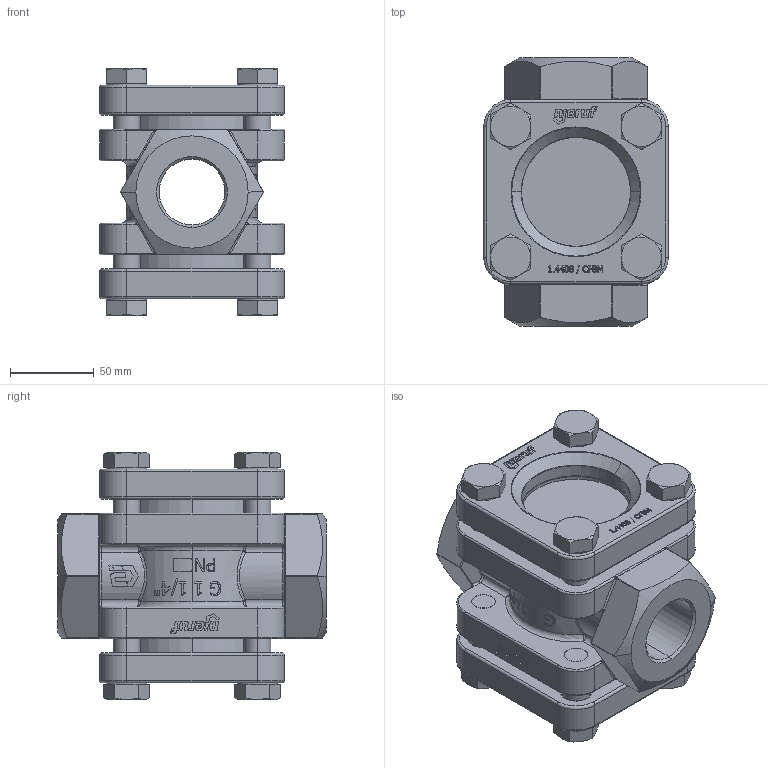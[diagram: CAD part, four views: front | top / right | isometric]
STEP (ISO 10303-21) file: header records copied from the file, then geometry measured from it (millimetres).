
FILE_DESCRIPTION (( 'STEP AP214' ), '1' );
FILE_NAME ('GS03_06_Durchfluss-Schauglas_Dummy.STEP', '2020-03-31T12:26:28', ( '' ), ( '' ), 'SwSTEP 2.0', 'SolidWorks 2020', '' );
FILE_SCHEMA (( 'AUTOMOTIVE_DESIGN' ));
Length unit declared in the file: millimetre
Products named in the file (1): GS03_06_Durchfluss-Schauglas_Dummy
Bounding box: 110 x 160 x 147.4 mm (x, y, z)
Volume: 1016105.3 mm3; surface area: 232179.1 mm2
Topology: 17 solids, 17 shells, 1894 faces, 4776 edges, 3031 vertices
Faces by surface type: plane 928, cylinder 427, bspline 313, torus 114, cone 108, sphere 4
Entity records: 92902 total; most frequent: CARTESIAN_POINT 28432, ORIENTED_EDGE 9520, DIRECTION 8185, EDGE_CURVE 4760, VERTEX_POINT 3027, AXIS2_PLACEMENT_3D 2795, LINE 2595, VECTOR 2595
